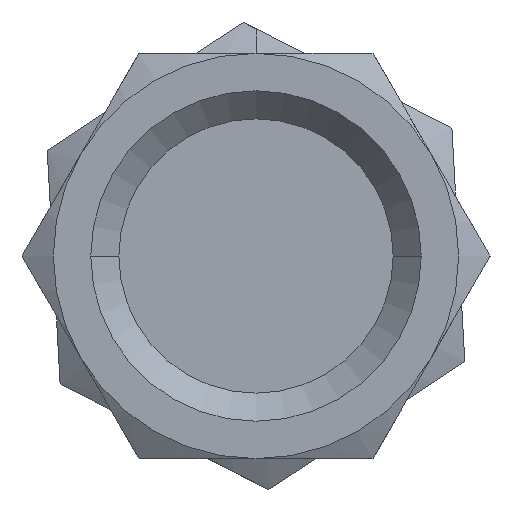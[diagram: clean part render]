
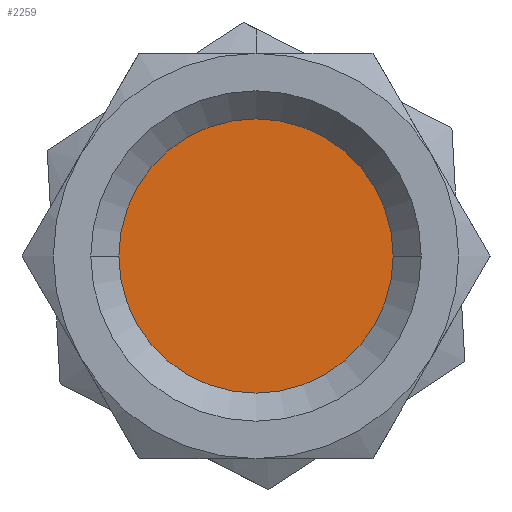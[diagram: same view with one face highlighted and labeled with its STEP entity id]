
A CAD part, front view. The second image highlights one B-rep face of the part: STEP entity #2259.
In plain terms, the highlighted planar face has unit normal (0, -1, 0).
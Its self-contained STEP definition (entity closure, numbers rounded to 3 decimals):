
#17 = DIRECTION ( 'NONE',  ( 0., 1., 0. ) ) ;
#54 = AXIS2_PLACEMENT_3D ( 'NONE', #2672, #726, #498 ) ;
#307 = VERTEX_POINT ( 'NONE', #2375 ) ;
#322 = EDGE_LOOP ( 'NONE', ( #1650, #441 ) ) ;
#441 = ORIENTED_EDGE ( 'NONE', *, *, #1675, .T. ) ;
#475 = CARTESIAN_POINT ( 'NONE',  ( -4.4, 8.5, 0. ) ) ;
#498 = DIRECTION ( 'NONE',  ( -1., 0., 0. ) ) ;
#726 = DIRECTION ( 'NONE',  ( 0., -1., 0. ) ) ;
#870 = PLANE ( 'NONE',  #2633 ) ;
#904 = AXIS2_PLACEMENT_3D ( 'NONE', #1397, #2028, #1195 ) ;
#939 = EDGE_CURVE ( 'NONE', #2341, #307, #1987, .T. ) ;
#1195 = DIRECTION ( 'NONE',  ( -1., 0., 0. ) ) ;
#1397 = CARTESIAN_POINT ( 'NONE',  ( 0., 8.5, 0. ) ) ;
#1650 = ORIENTED_EDGE ( 'NONE', *, *, #939, .T. ) ;
#1675 = EDGE_CURVE ( 'NONE', #307, #2341, #2272, .T. ) ;
#1987 = CIRCLE ( 'NONE', #904, 4.4 ) ;
#2028 = DIRECTION ( 'NONE',  ( 0., -1., 0. ) ) ;
#2198 = FACE_OUTER_BOUND ( 'NONE', #322, .T. ) ;
#2259 = ADVANCED_FACE ( 'NONE', ( #2198 ), #870, .F. ) ;
#2272 = CIRCLE ( 'NONE', #54, 4.4 ) ;
#2341 = VERTEX_POINT ( 'NONE', #475 ) ;
#2375 = CARTESIAN_POINT ( 'NONE',  ( 4.4, 8.5, 0. ) ) ;
#2406 = CARTESIAN_POINT ( 'NONE',  ( -4.4, 8.5, 0. ) ) ;
#2633 = AXIS2_PLACEMENT_3D ( 'NONE', #2406, #17, #2817 ) ;
#2672 = CARTESIAN_POINT ( 'NONE',  ( 0., 8.5, 0. ) ) ;
#2817 = DIRECTION ( 'NONE',  ( -1., 0., 0. ) ) ;
